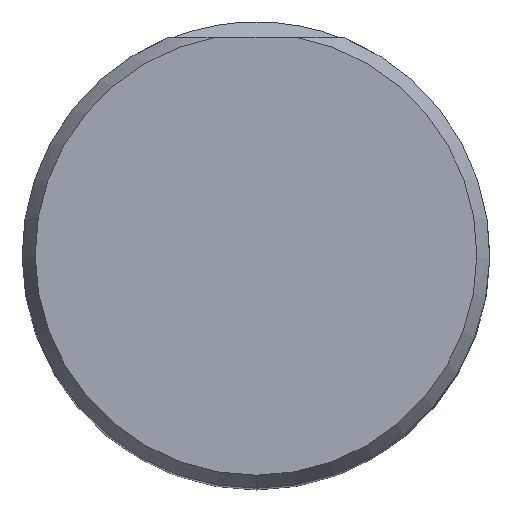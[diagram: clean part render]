
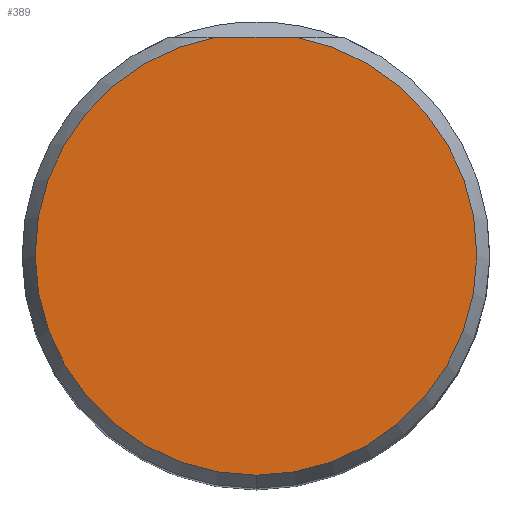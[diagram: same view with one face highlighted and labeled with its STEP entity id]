
A CAD part, top view. The second image highlights one B-rep face of the part: STEP entity #389.
In plain terms, the highlighted planar face has unit normal (0, 0, 1).
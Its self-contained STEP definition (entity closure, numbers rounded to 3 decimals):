
#279=EDGE_CURVE('',#467,#395,#775,.T.);
#389=ADVANCED_FACE('',(#892),#893,.T.);
#395=VERTEX_POINT('',#899);
#467=VERTEX_POINT('',#976);
#523=VERTEX_POINT('',#1041);
#537=EDGE_CURVE('',#467,#523,#1057,.T.);
#741=EDGE_CURVE('',#395,#523,#1281,.T.);
#775=CIRCLE('',#1331,11.807);
#892=FACE_OUTER_BOUND('',#3331,.T.);
#893=PLANE('',#3332);
#899=CARTESIAN_POINT('',(0.,-11.807,0.0));
#976=CARTESIAN_POINT('',(2.108,11.617,0.0));
#1041=CARTESIAN_POINT('',(-2.108,11.617,0.0));
#1057=LINE('',#5337,#5338);
#1281=CIRCLE('',#9248,11.807);
#1331=AXIS2_PLACEMENT_3D('',#9344,#9345,#9346);
#3331=EDGE_LOOP('',(#9447,#9448,#9449));
#3332=AXIS2_PLACEMENT_3D('',#9450,#9451,#9452);
#5337=CARTESIAN_POINT('',(-6.25,11.617,0.));
#5338=VECTOR('',#9624,1.0);
#9248=AXIS2_PLACEMENT_3D('',#9880,#9881,#9882);
#9344=CARTESIAN_POINT('',(0.0,0.0,0.0));
#9345=DIRECTION('',(0.0,0.0,-1.0));
#9346=DIRECTION('',(0.0,1.0,0.0));
#9447=ORIENTED_EDGE('',*,*,#537,.T.);
#9448=ORIENTED_EDGE('',*,*,#741,.F.);
#9449=ORIENTED_EDGE('',*,*,#279,.F.);
#9450=CARTESIAN_POINT('',(0.0,5.904,0.0));
#9451=DIRECTION('',(-0.0,0.0,1.0));
#9452=DIRECTION('',(0.0,-1.0,0.0));
#9624=DIRECTION('',(-1.0,0.0,0.0));
#9880=CARTESIAN_POINT('',(0.0,0.0,0.0));
#9881=DIRECTION('',(0.0,0.0,-1.0));
#9882=DIRECTION('',(0.0,1.0,0.0));
